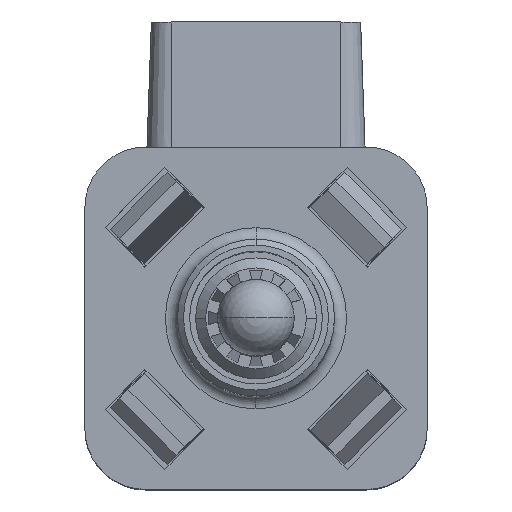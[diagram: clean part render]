
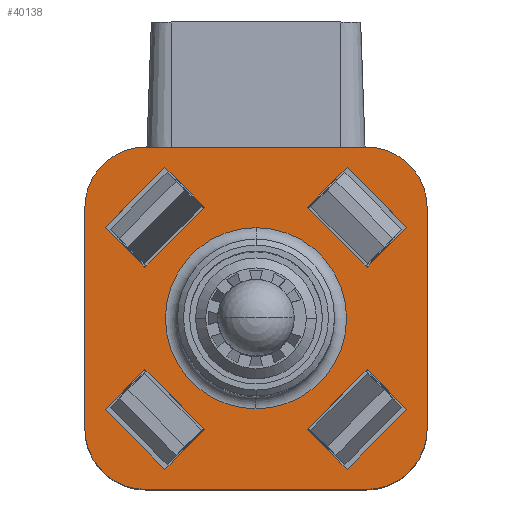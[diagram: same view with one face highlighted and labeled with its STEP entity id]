
A CAD part, top view. The second image highlights one B-rep face of the part: STEP entity #40138.
In plain terms, the highlighted planar face has unit normal (0, 0, 1).
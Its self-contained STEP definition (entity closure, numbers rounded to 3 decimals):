
#38319=DIRECTION('',(1.,0.,0.));
#38320=VECTOR('',#38319,11.);
#38321=CARTESIAN_POINT('',(-5.5,-8.5,6.));
#38322=LINE('',#38321,#38320);
#38323=CARTESIAN_POINT('',(-5.5,-5.5,6.));
#38324=DIRECTION('',(0.,0.,1.));
#38325=DIRECTION('',(-1.,0.,0.));
#38326=AXIS2_PLACEMENT_3D('',#38323,#38324,#38325);
#38328=DIRECTION('',(0.,-1.,0.));
#38329=VECTOR('',#38328,11.);
#38330=CARTESIAN_POINT('',(-8.5,5.5,6.));
#38331=LINE('',#38330,#38329);
#38332=CARTESIAN_POINT('',(-5.5,5.5,6.));
#38333=DIRECTION('',(0.,0.,1.));
#38334=DIRECTION('',(0.,1.,0.));
#38335=AXIS2_PLACEMENT_3D('',#38332,#38333,#38334);
#38337=DIRECTION('',(-1.,0.,0.));
#38338=VECTOR('',#38337,11.);
#38339=CARTESIAN_POINT('',(5.5,8.5,6.));
#38340=LINE('',#38339,#38338);
#38341=CARTESIAN_POINT('',(5.5,5.5,6.));
#38342=DIRECTION('',(0.,0.,1.));
#38343=DIRECTION('',(1.,0.,0.));
#38344=AXIS2_PLACEMENT_3D('',#38341,#38342,#38343);
#38346=DIRECTION('',(0.,1.,0.));
#38347=VECTOR('',#38346,11.);
#38348=CARTESIAN_POINT('',(8.5,-5.5,6.));
#38349=LINE('',#38348,#38347);
#38350=CARTESIAN_POINT('',(5.5,-5.5,6.));
#38351=DIRECTION('',(0.,0.,1.));
#38352=DIRECTION('',(0.,-1.,0.));
#38353=AXIS2_PLACEMENT_3D('',#38350,#38351,#38352);
#38355=DIRECTION('',(0.707,-0.707,0.));
#38356=VECTOR('',#38355,2.8);
#38357=CARTESIAN_POINT('',(-7.495,4.525,6.));
#38358=LINE('',#38357,#38356);
#38359=DIRECTION('',(0.707,0.707,0.));
#38360=VECTOR('',#38359,4.2);
#38361=CARTESIAN_POINT('',(-5.515,2.546,6.));
#38362=LINE('',#38361,#38360);
#38363=DIRECTION('',(-0.707,0.707,0.));
#38364=VECTOR('',#38363,2.8);
#38365=CARTESIAN_POINT('',(-2.546,5.515,6.));
#38366=LINE('',#38365,#38364);
#38367=DIRECTION('',(-0.707,-0.707,0.));
#38368=VECTOR('',#38367,4.2);
#38369=CARTESIAN_POINT('',(-4.525,7.495,6.));
#38370=LINE('',#38369,#38368);
#38371=DIRECTION('',(0.707,-0.707,0.));
#38372=VECTOR('',#38371,4.2);
#38373=CARTESIAN_POINT('',(-7.495,-4.525,6.));
#38374=LINE('',#38373,#38372);
#38375=DIRECTION('',(0.707,0.707,0.));
#38376=VECTOR('',#38375,2.8);
#38377=CARTESIAN_POINT('',(-4.525,-7.495,6.));
#38378=LINE('',#38377,#38376);
#38379=DIRECTION('',(-0.707,0.707,0.));
#38380=VECTOR('',#38379,4.2);
#38381=CARTESIAN_POINT('',(-2.546,-5.515,6.));
#38382=LINE('',#38381,#38380);
#38383=DIRECTION('',(-0.707,-0.707,0.));
#38384=VECTOR('',#38383,2.8);
#38385=CARTESIAN_POINT('',(-5.515,-2.546,6.));
#38386=LINE('',#38385,#38384);
#38387=DIRECTION('',(-0.707,0.707,0.));
#38388=VECTOR('',#38387,4.2);
#38389=CARTESIAN_POINT('',(7.495,4.525,6.));
#38390=LINE('',#38389,#38388);
#38391=DIRECTION('',(-0.707,-0.707,0.));
#38392=VECTOR('',#38391,2.8);
#38393=CARTESIAN_POINT('',(4.525,7.495,6.));
#38394=LINE('',#38393,#38392);
#38395=DIRECTION('',(0.707,-0.707,0.));
#38396=VECTOR('',#38395,4.2);
#38397=CARTESIAN_POINT('',(2.546,5.515,6.));
#38398=LINE('',#38397,#38396);
#38399=DIRECTION('',(0.707,0.707,0.));
#38400=VECTOR('',#38399,2.8);
#38401=CARTESIAN_POINT('',(5.515,2.546,6.));
#38402=LINE('',#38401,#38400);
#38403=DIRECTION('',(-0.707,0.707,0.));
#38404=VECTOR('',#38403,2.8);
#38405=CARTESIAN_POINT('',(7.495,-4.525,6.));
#38406=LINE('',#38405,#38404);
#38407=DIRECTION('',(-0.707,-0.707,0.));
#38408=VECTOR('',#38407,4.2);
#38409=CARTESIAN_POINT('',(5.515,-2.546,6.));
#38410=LINE('',#38409,#38408);
#38411=DIRECTION('',(0.707,-0.707,0.));
#38412=VECTOR('',#38411,2.8);
#38413=CARTESIAN_POINT('',(2.546,-5.515,6.));
#38414=LINE('',#38413,#38412);
#38415=DIRECTION('',(0.707,0.707,0.));
#38416=VECTOR('',#38415,4.2);
#38417=CARTESIAN_POINT('',(4.525,-7.495,6.));
#38418=LINE('',#38417,#38416);
#38419=CARTESIAN_POINT('',(0.,0.,6.));
#38420=DIRECTION('',(0.,0.,1.));
#38421=DIRECTION('',(0.,-1.,0.));
#38422=AXIS2_PLACEMENT_3D('',#38419,#38420,#38421);
#38434=CARTESIAN_POINT('',(0.,0.,6.));
#38435=DIRECTION('',(0.,0.,1.));
#38436=DIRECTION('',(0.,1.,0.));
#38437=AXIS2_PLACEMENT_3D('',#38434,#38435,#38436);
#39155=CARTESIAN_POINT('',(-5.5,-8.5,6.));
#39156=CARTESIAN_POINT('',(5.5,-8.5,6.));
#39157=VERTEX_POINT('',#39155);
#39158=VERTEX_POINT('',#39156);
#39159=CARTESIAN_POINT('',(8.5,-5.5,6.));
#39160=VERTEX_POINT('',#39159);
#39161=CARTESIAN_POINT('',(8.5,5.5,6.));
#39162=VERTEX_POINT('',#39161);
#39163=CARTESIAN_POINT('',(5.5,8.5,6.));
#39164=VERTEX_POINT('',#39163);
#39165=CARTESIAN_POINT('',(-5.5,8.5,6.));
#39166=VERTEX_POINT('',#39165);
#39167=CARTESIAN_POINT('',(-8.5,5.5,6.));
#39168=VERTEX_POINT('',#39167);
#39169=CARTESIAN_POINT('',(-8.5,-5.5,6.));
#39170=VERTEX_POINT('',#39169);
#39231=CARTESIAN_POINT('',(0.,-4.5,6.));
#39232=CARTESIAN_POINT('',(0.,4.5,6.));
#39233=VERTEX_POINT('',#39231);
#39234=VERTEX_POINT('',#39232);
#39255=CARTESIAN_POINT('',(-7.495,4.525,6.));
#39256=CARTESIAN_POINT('',(-5.515,2.546,6.));
#39257=VERTEX_POINT('',#39255);
#39258=VERTEX_POINT('',#39256);
#39259=CARTESIAN_POINT('',(-2.546,5.515,6.));
#39260=VERTEX_POINT('',#39259);
#39261=CARTESIAN_POINT('',(-4.525,7.495,6.));
#39262=VERTEX_POINT('',#39261);
#39263=CARTESIAN_POINT('',(-7.495,-4.525,6.));
#39264=CARTESIAN_POINT('',(-4.525,-7.495,6.));
#39265=VERTEX_POINT('',#39263);
#39266=VERTEX_POINT('',#39264);
#39267=CARTESIAN_POINT('',(-2.546,-5.515,6.));
#39268=VERTEX_POINT('',#39267);
#39269=CARTESIAN_POINT('',(-5.515,-2.546,6.));
#39270=VERTEX_POINT('',#39269);
#39271=CARTESIAN_POINT('',(7.495,4.525,6.));
#39272=CARTESIAN_POINT('',(4.525,7.495,6.));
#39273=VERTEX_POINT('',#39271);
#39274=VERTEX_POINT('',#39272);
#39275=CARTESIAN_POINT('',(2.546,5.515,6.));
#39276=VERTEX_POINT('',#39275);
#39277=CARTESIAN_POINT('',(5.515,2.546,6.));
#39278=VERTEX_POINT('',#39277);
#39279=CARTESIAN_POINT('',(7.495,-4.525,6.));
#39280=CARTESIAN_POINT('',(5.515,-2.546,6.));
#39281=VERTEX_POINT('',#39279);
#39282=VERTEX_POINT('',#39280);
#39283=CARTESIAN_POINT('',(2.546,-5.515,6.));
#39284=VERTEX_POINT('',#39283);
#39285=CARTESIAN_POINT('',(4.525,-7.495,6.));
#39286=VERTEX_POINT('',#39285);
#40077=CARTESIAN_POINT('',(0.,0.,6.));
#40078=DIRECTION('',(0.,0.,1.));
#40079=DIRECTION('',(0.,1.,0.));
#40080=AXIS2_PLACEMENT_3D('',#40077,#40078,#40079);
#40081=PLANE('',#40080);
#40082=ORIENTED_EDGE('',*,*,#39917,.F.);
#40083=ORIENTED_EDGE('',*,*,#39939,.F.);
#40084=ORIENTED_EDGE('',*,*,#39960,.F.);
#40085=ORIENTED_EDGE('',*,*,#39981,.F.);
#40086=ORIENTED_EDGE('',*,*,#40002,.F.);
#40087=ORIENTED_EDGE('',*,*,#40023,.F.);
#40088=ORIENTED_EDGE('',*,*,#40044,.F.);
#40089=ORIENTED_EDGE('',*,*,#40064,.F.);
#40090=EDGE_LOOP('',(#40082,#40083,#40084,#40085,#40086,#40087,#40088,#40089));
#40091=FACE_OUTER_BOUND('',#40090,.F.);
#40093=ORIENTED_EDGE('',*,*,#40092,.T.);
#40095=ORIENTED_EDGE('',*,*,#40094,.T.);
#40096=EDGE_LOOP('',(#40093,#40095));
#40097=FACE_BOUND('',#40096,.F.);
#40099=ORIENTED_EDGE('',*,*,#40098,.T.);
#40101=ORIENTED_EDGE('',*,*,#40100,.T.);
#40103=ORIENTED_EDGE('',*,*,#40102,.T.);
#40105=ORIENTED_EDGE('',*,*,#40104,.T.);
#40106=EDGE_LOOP('',(#40099,#40101,#40103,#40105));
#40107=FACE_BOUND('',#40106,.F.);
#40109=ORIENTED_EDGE('',*,*,#40108,.T.);
#40111=ORIENTED_EDGE('',*,*,#40110,.T.);
#40113=ORIENTED_EDGE('',*,*,#40112,.T.);
#40115=ORIENTED_EDGE('',*,*,#40114,.T.);
#40116=EDGE_LOOP('',(#40109,#40111,#40113,#40115));
#40117=FACE_BOUND('',#40116,.F.);
#40119=ORIENTED_EDGE('',*,*,#40118,.T.);
#40121=ORIENTED_EDGE('',*,*,#40120,.T.);
#40123=ORIENTED_EDGE('',*,*,#40122,.T.);
#40125=ORIENTED_EDGE('',*,*,#40124,.T.);
#40126=EDGE_LOOP('',(#40119,#40121,#40123,#40125));
#40127=FACE_BOUND('',#40126,.F.);
#40129=ORIENTED_EDGE('',*,*,#40128,.T.);
#40131=ORIENTED_EDGE('',*,*,#40130,.T.);
#40133=ORIENTED_EDGE('',*,*,#40132,.T.);
#40135=ORIENTED_EDGE('',*,*,#40134,.T.);
#40136=EDGE_LOOP('',(#40129,#40131,#40133,#40135));
#40137=FACE_BOUND('',#40136,.F.);
#40138=ADVANCED_FACE('',(#40091,#40097,#40107,#40117,#40127,#40137),#40081,.T.);
#38327=CIRCLE('',#38326,3.);
#38336=CIRCLE('',#38335,3.);
#38345=CIRCLE('',#38344,3.);
#38354=CIRCLE('',#38353,3.);
#38423=CIRCLE('',#38422,4.5);
#38438=CIRCLE('',#38437,4.5);
#39917=EDGE_CURVE('',#39157,#39158,#38322,.T.);
#39939=EDGE_CURVE('',#39170,#39157,#38327,.T.);
#39960=EDGE_CURVE('',#39168,#39170,#38331,.T.);
#39981=EDGE_CURVE('',#39166,#39168,#38336,.T.);
#40002=EDGE_CURVE('',#39164,#39166,#38340,.T.);
#40023=EDGE_CURVE('',#39162,#39164,#38345,.T.);
#40044=EDGE_CURVE('',#39160,#39162,#38349,.T.);
#40064=EDGE_CURVE('',#39158,#39160,#38354,.T.);
#40092=EDGE_CURVE('',#39233,#39234,#38423,.T.);
#40094=EDGE_CURVE('',#39234,#39233,#38438,.T.);
#40098=EDGE_CURVE('',#39257,#39258,#38358,.T.);
#40100=EDGE_CURVE('',#39258,#39260,#38362,.T.);
#40102=EDGE_CURVE('',#39260,#39262,#38366,.T.);
#40104=EDGE_CURVE('',#39262,#39257,#38370,.T.);
#40108=EDGE_CURVE('',#39265,#39266,#38374,.T.);
#40110=EDGE_CURVE('',#39266,#39268,#38378,.T.);
#40112=EDGE_CURVE('',#39268,#39270,#38382,.T.);
#40114=EDGE_CURVE('',#39270,#39265,#38386,.T.);
#40118=EDGE_CURVE('',#39273,#39274,#38390,.T.);
#40120=EDGE_CURVE('',#39274,#39276,#38394,.T.);
#40122=EDGE_CURVE('',#39276,#39278,#38398,.T.);
#40124=EDGE_CURVE('',#39278,#39273,#38402,.T.);
#40128=EDGE_CURVE('',#39281,#39282,#38406,.T.);
#40130=EDGE_CURVE('',#39282,#39284,#38410,.T.);
#40132=EDGE_CURVE('',#39284,#39286,#38414,.T.);
#40134=EDGE_CURVE('',#39286,#39281,#38418,.T.);
